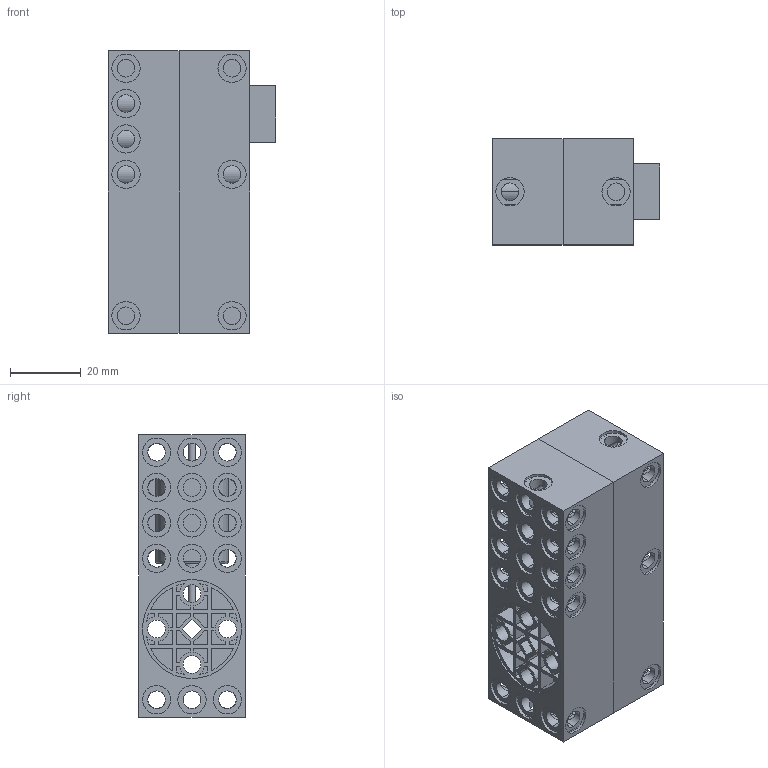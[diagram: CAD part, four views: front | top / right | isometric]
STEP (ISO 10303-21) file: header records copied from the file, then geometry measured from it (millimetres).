
FILE_DESCRIPTION (( 'STEP AP203' ), '1' );
FILE_NAME ('motor.STEP', '2019-02-12T14:39:51', ( '' ), ( '' ), 'SwSTEP 2.0', 'SolidWorks 2018', '' );
FILE_SCHEMA (( 'CONFIG_CONTROL_DESIGN' ));
Length unit declared in the file: millimetre
Products named in the file (6): rj45_vert; Body2; motor; Body1; Rotor; ff130-13200
Assembly tree (6 placements, depth 2):
  motor
    rj45_vert
    Rotor  x2
    Body1
    Body2
    ff130-13200
Bounding box: 47.35 x 30 x 80 mm (x, y, z)
Volume: 29606 mm3; surface area: 44603.5 mm2
Topology: 6 solids, 6 shells, 1482 faces, 3510 edges, 2157 vertices
Faces by surface type: plane 1038, cylinder 429, torus 11, cone 4
Entity records: 34751 total; most frequent: CARTESIAN_POINT 6080, DIRECTION 5765, ORIENTED_EDGE 5680, EDGE_CURVE 2840, VECTOR 2153, LINE 2153, AXIS2_PLACEMENT_3D 1806, VERTEX_POINT 1713
